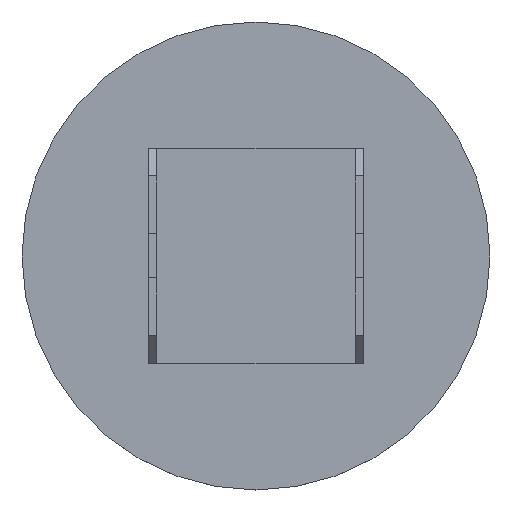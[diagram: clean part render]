
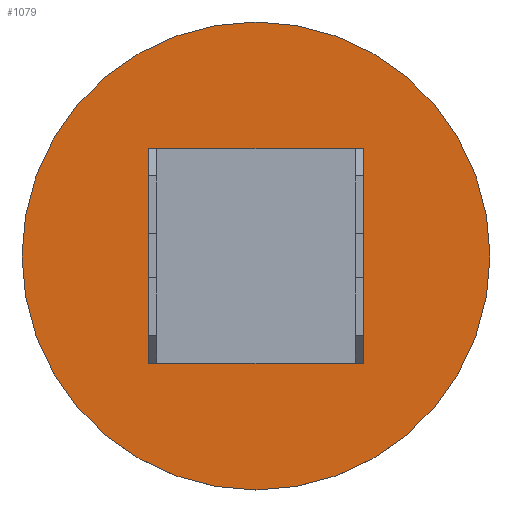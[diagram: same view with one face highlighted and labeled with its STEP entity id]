
A CAD part, top view. The second image highlights one B-rep face of the part: STEP entity #1079.
In plain terms, the highlighted planar face has unit normal (0, 0, 1).
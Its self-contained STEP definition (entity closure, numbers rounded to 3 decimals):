
#98=LINE('',#1546,#182);
#99=LINE('',#1548,#183);
#101=LINE('',#1552,#185);
#103=LINE('',#1556,#187);
#182=VECTOR('',#1331,1000.);
#183=VECTOR('',#1334,1000.);
#185=VECTOR('',#1338,1000.);
#187=VECTOR('',#1342,1000.);
#222=PLANE('',#1142);
#419=ORIENTED_EDGE('',*,*,#521,.T.);
#420=ORIENTED_EDGE('',*,*,#519,.T.);
#421=ORIENTED_EDGE('',*,*,#517,.F.);
#422=ORIENTED_EDGE('',*,*,#516,.F.);
#423=ORIENTED_EDGE('',*,*,#437,.T.);
#437=EDGE_CURVE('',#535,#535,#605,.T.);
#516=EDGE_CURVE('',#589,#588,#98,.T.);
#517=EDGE_CURVE('',#588,#590,#99,.T.);
#519=EDGE_CURVE('',#591,#590,#101,.T.);
#521=EDGE_CURVE('',#589,#591,#103,.T.);
#535=VERTEX_POINT('',#1387);
#588=VERTEX_POINT('',#1543);
#589=VERTEX_POINT('',#1545);
#590=VERTEX_POINT('',#1549);
#591=VERTEX_POINT('',#1553);
#605=CIRCLE('',#1112,42.5);
#662=EDGE_LOOP('',(#419,#420,#421,#422));
#663=EDGE_LOOP('',(#423));
#720=FACE_BOUND('',#662,.T.);
#721=FACE_BOUND('',#663,.T.);
#1079=ADVANCED_FACE('',(#720,#721),#222,.F.);
#1112=AXIS2_PLACEMENT_3D('',#1386,#1199,#1200);
#1142=AXIS2_PLACEMENT_3D('',#1557,#1343,#1344);
#1199=DIRECTION('',(0.,0.,1.));
#1200=DIRECTION('',(1.,0.,0.));
#1331=DIRECTION('',(1.,0.,0.));
#1334=DIRECTION('',(0.,1.,0.));
#1338=DIRECTION('',(1.,0.,0.));
#1342=DIRECTION('',(0.,1.,0.));
#1343=DIRECTION('',(0.,0.,-1.));
#1344=DIRECTION('',(-1.,0.,0.));
#1386=CARTESIAN_POINT('',(0.,0.,0.));
#1387=CARTESIAN_POINT('',(42.5,0.,0.));
#1543=CARTESIAN_POINT('',(19.5,-19.5,0.));
#1545=CARTESIAN_POINT('',(-19.5,-19.5,0.));
#1546=CARTESIAN_POINT('',(-19.5,-19.5,0.));
#1548=CARTESIAN_POINT('',(19.5,-19.5,0.));
#1549=CARTESIAN_POINT('',(19.5,19.5,0.));
#1552=CARTESIAN_POINT('',(-19.5,19.5,0.));
#1553=CARTESIAN_POINT('',(-19.5,19.5,0.));
#1556=CARTESIAN_POINT('',(-19.5,-19.5,0.));
#1557=CARTESIAN_POINT('',(0.,0.,0.));
